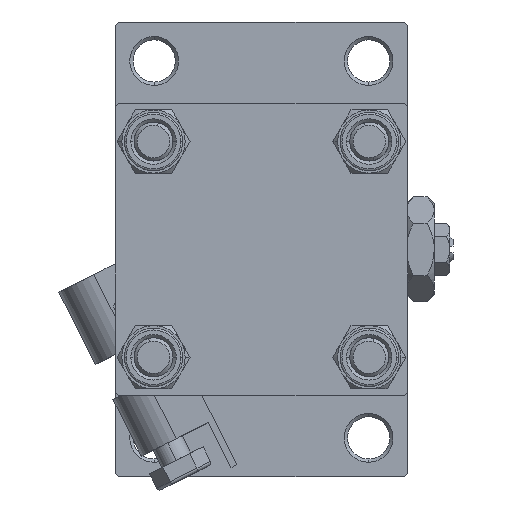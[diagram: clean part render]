
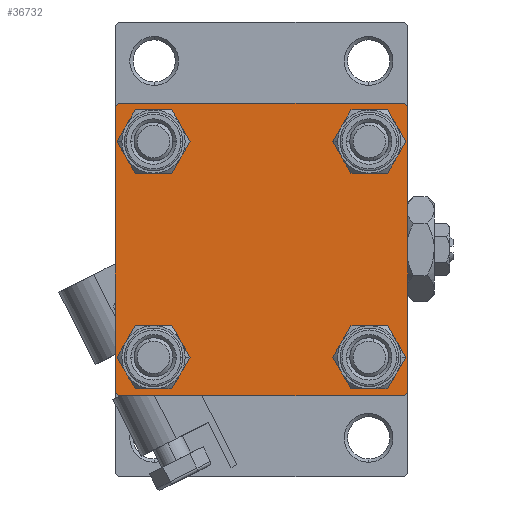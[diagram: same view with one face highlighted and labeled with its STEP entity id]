
A CAD part, left-side view. The second image highlights one B-rep face of the part: STEP entity #36732.
In plain terms, the highlighted planar face has unit normal (-1, 0, 0).
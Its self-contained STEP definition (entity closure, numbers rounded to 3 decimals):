
#467 = CARTESIAN_POINT ( 'NONE',  ( 0., 16.6, -20.1 ) ) ;
#575 = ORIENTED_EDGE ( 'NONE', *, *, #16026, .T. ) ;
#781 = EDGE_CURVE ( 'NONE', #7689, #40204, #24324, .T. ) ;
#1208 = EDGE_LOOP ( 'NONE', ( #35466, #46965 ) ) ;
#1230 = AXIS2_PLACEMENT_3D ( 'NONE', #28553, #44023, #47344 ) ;
#3009 = CARTESIAN_POINT ( 'NONE',  ( 0., 22., -22.5 ) ) ;
#3309 = CARTESIAN_POINT ( 'NONE',  ( 0., 22., 22.5 ) ) ;
#3331 = FACE_OUTER_BOUND ( 'NONE', #44904, .T. ) ;
#3536 = CARTESIAN_POINT ( 'NONE',  ( 0., -16.6, 20.1 ) ) ;
#3600 = ORIENTED_EDGE ( 'NONE', *, *, #12711, .T. ) ;
#3672 = EDGE_CURVE ( 'NONE', #11442, #9401, #44736, .T. ) ;
#4457 = AXIS2_PLACEMENT_3D ( 'NONE', #13324, #21193, #44281 ) ;
#4563 = CARTESIAN_POINT ( 'NONE',  ( 0., -22., 22.5 ) ) ;
#4795 = EDGE_LOOP ( 'NONE', ( #19389, #44767 ) ) ;
#4821 = DIRECTION ( 'NONE',  ( 0., 0., -1. ) ) ;
#5152 = CARTESIAN_POINT ( 'NONE',  ( 0., 22.5, 22. ) ) ;
#5226 = CARTESIAN_POINT ( 'NONE',  ( 0., -22.5, -22. ) ) ;
#5500 = VECTOR ( 'NONE', #33596, 1000. ) ;
#5625 = CARTESIAN_POINT ( 'NONE',  ( 0., 22.25, -22.25 ) ) ;
#5660 = DIRECTION ( 'NONE',  ( 0., 0., 1. ) ) ;
#6547 = ORIENTED_EDGE ( 'NONE', *, *, #9449, .T. ) ;
#6644 = CARTESIAN_POINT ( 'NONE',  ( 0., 0., 0. ) ) ;
#6653 = CARTESIAN_POINT ( 'NONE',  ( 0., -22., -22.5 ) ) ;
#6672 = ORIENTED_EDGE ( 'NONE', *, *, #47947, .T. ) ;
#6720 = LINE ( 'NONE', #33849, #5500 ) ;
#7616 = FACE_BOUND ( 'NONE', #23046, .T. ) ;
#7689 = VERTEX_POINT ( 'NONE', #10195 ) ;
#9092 = DIRECTION ( 'NONE',  ( 0., 0., 1. ) ) ;
#9401 = VERTEX_POINT ( 'NONE', #30688 ) ;
#9449 = EDGE_CURVE ( 'NONE', #46609, #36274, #10120, .T. ) ;
#10120 = CIRCLE ( 'NONE', #11727, 3.5 ) ;
#10143 = VERTEX_POINT ( 'NONE', #28273 ) ;
#10195 = CARTESIAN_POINT ( 'NONE',  ( 0., -22.5, 22. ) ) ;
#10409 = CARTESIAN_POINT ( 'NONE',  ( 0., 22.5, -22.5 ) ) ;
#10668 = CARTESIAN_POINT ( 'NONE',  ( 0., -22.25, -22.25 ) ) ;
#10782 = VECTOR ( 'NONE', #20728, 1000. ) ;
#11199 = ORIENTED_EDGE ( 'NONE', *, *, #11753, .T. ) ;
#11442 = VERTEX_POINT ( 'NONE', #29983 ) ;
#11684 = CIRCLE ( 'NONE', #18208, 3.5 ) ;
#11722 = VECTOR ( 'NONE', #21081, 1000. ) ;
#11727 = AXIS2_PLACEMENT_3D ( 'NONE', #21028, #29138, #9092 ) ;
#11736 = EDGE_CURVE ( 'NONE', #29037, #46477, #11684, .T. ) ;
#11753 = EDGE_CURVE ( 'NONE', #22874, #27272, #38026, .T. ) ;
#11947 = EDGE_CURVE ( 'NONE', #24609, #49019, #19821, .T. ) ;
#11995 = EDGE_CURVE ( 'NONE', #9401, #11442, #46582, .T. ) ;
#12212 = CARTESIAN_POINT ( 'NONE',  ( 0., 16.6, -16.6 ) ) ;
#12427 = VECTOR ( 'NONE', #44419, 1000. ) ;
#12711 = EDGE_CURVE ( 'NONE', #20835, #18933, #47721, .T. ) ;
#13324 = CARTESIAN_POINT ( 'NONE',  ( 0., -16.6, -16.6 ) ) ;
#13738 = DIRECTION ( 'NONE',  ( 0., 0., 1. ) ) ;
#13801 = EDGE_CURVE ( 'NONE', #27272, #40204, #30446, .T. ) ;
#14250 = FACE_BOUND ( 'NONE', #49710, .T. ) ;
#15758 = VECTOR ( 'NONE', #31103, 1000. ) ;
#16026 = EDGE_CURVE ( 'NONE', #49019, #24609, #31591, .T. ) ;
#16900 = CARTESIAN_POINT ( 'NONE',  ( 0., 22.5, 22.5 ) ) ;
#18208 = AXIS2_PLACEMENT_3D ( 'NONE', #41335, #29685, #48978 ) ;
#18933 = VERTEX_POINT ( 'NONE', #5152 ) ;
#19320 = DIRECTION ( 'NONE',  ( 1., 0., 0. ) ) ;
#19389 = ORIENTED_EDGE ( 'NONE', *, *, #3672, .T. ) ;
#19821 = CIRCLE ( 'NONE', #1230, 3.5 ) ;
#19828 = ORIENTED_EDGE ( 'NONE', *, *, #11947, .T. ) ;
#20614 = CARTESIAN_POINT ( 'NONE',  ( 0., -16.6, 16.6 ) ) ;
#20728 = DIRECTION ( 'NONE',  ( 0., -1., 0. ) ) ;
#20835 = VERTEX_POINT ( 'NONE', #3309 ) ;
#20973 = LINE ( 'NONE', #32377, #10782 ) ;
#21028 = CARTESIAN_POINT ( 'NONE',  ( 0., -16.6, 16.6 ) ) ;
#21081 = DIRECTION ( 'NONE',  ( 0., 0.707, -0.707 ) ) ;
#21193 = DIRECTION ( 'NONE',  ( 1., 0., 0. ) ) ;
#22275 = AXIS2_PLACEMENT_3D ( 'NONE', #40631, #32287, #5660 ) ;
#22295 = EDGE_CURVE ( 'NONE', #20835, #29739, #20973, .T. ) ;
#22874 = VERTEX_POINT ( 'NONE', #3009 ) ;
#23046 = EDGE_LOOP ( 'NONE', ( #6547, #30895 ) ) ;
#24324 = LINE ( 'NONE', #39552, #38930 ) ;
#24609 = VERTEX_POINT ( 'NONE', #467 ) ;
#24900 = ORIENTED_EDGE ( 'NONE', *, *, #22295, .F. ) ;
#25917 = FACE_BOUND ( 'NONE', #4795, .T. ) ;
#27272 = VERTEX_POINT ( 'NONE', #6653 ) ;
#28273 = CARTESIAN_POINT ( 'NONE',  ( 0., 22.5, -22. ) ) ;
#28433 = CARTESIAN_POINT ( 'NONE',  ( 0., 22.25, 22.25 ) ) ;
#28553 = CARTESIAN_POINT ( 'NONE',  ( 0., 16.6, -16.6 ) ) ;
#29037 = VERTEX_POINT ( 'NONE', #47271 ) ;
#29109 = EDGE_CURVE ( 'NONE', #46477, #29037, #44938, .T. ) ;
#29138 = DIRECTION ( 'NONE',  ( 1., 0., 0. ) ) ;
#29414 = CARTESIAN_POINT ( 'NONE',  ( 0., 16.6, 13.1 ) ) ;
#29685 = DIRECTION ( 'NONE',  ( 1., 0., 0. ) ) ;
#29719 = DIRECTION ( 'NONE',  ( -1., 0., 0. ) ) ;
#29739 = VERTEX_POINT ( 'NONE', #4563 ) ;
#29983 = CARTESIAN_POINT ( 'NONE',  ( 0., -16.6, -13.1 ) ) ;
#29994 = DIRECTION ( 'NONE',  ( 0., 0., 1. ) ) ;
#30206 = PLANE ( 'NONE',  #38564 ) ;
#30446 = LINE ( 'NONE', #10668, #32975 ) ;
#30688 = CARTESIAN_POINT ( 'NONE',  ( 0., -16.6, -20.1 ) ) ;
#30895 = ORIENTED_EDGE ( 'NONE', *, *, #45563, .T. ) ;
#31103 = DIRECTION ( 'NONE',  ( 0., -1., 0. ) ) ;
#31591 = CIRCLE ( 'NONE', #43761, 3.5 ) ;
#32287 = DIRECTION ( 'NONE',  ( 1., 0., 0. ) ) ;
#32364 = DIRECTION ( 'NONE',  ( 0., 0., -1. ) ) ;
#32377 = CARTESIAN_POINT ( 'NONE',  ( 0., 22.5, 22.5 ) ) ;
#32869 = LINE ( 'NONE', #16900, #33532 ) ;
#32910 = ORIENTED_EDGE ( 'NONE', *, *, #781, .F. ) ;
#32975 = VECTOR ( 'NONE', #45923, 1000. ) ;
#33492 = LINE ( 'NONE', #5625, #12427 ) ;
#33532 = VECTOR ( 'NONE', #32364, 1000. ) ;
#33596 = DIRECTION ( 'NONE',  ( 0., 0.707, 0.707 ) ) ;
#33795 = ORIENTED_EDGE ( 'NONE', *, *, #43640, .T. ) ;
#33849 = CARTESIAN_POINT ( 'NONE',  ( 0., -22.25, 22.25 ) ) ;
#35466 = ORIENTED_EDGE ( 'NONE', *, *, #11736, .T. ) ;
#36067 = DIRECTION ( 'NONE',  ( 1., 0., 0. ) ) ;
#36274 = VERTEX_POINT ( 'NONE', #41840 ) ;
#36296 = DIRECTION ( 'NONE',  ( 1., 0., 0. ) ) ;
#36732 = ADVANCED_FACE ( 'NONE', ( #7616, #25917, #14250, #41873, #3331 ), #30206, .T. ) ;
#37575 = DIRECTION ( 'NONE',  ( 0., 0., 1. ) ) ;
#38026 = LINE ( 'NONE', #10409, #15758 ) ;
#38564 = AXIS2_PLACEMENT_3D ( 'NONE', #6644, #29719, #37575 ) ;
#38930 = VECTOR ( 'NONE', #4821, 1000. ) ;
#39552 = CARTESIAN_POINT ( 'NONE',  ( 0., -22.5, 22.5 ) ) ;
#40059 = AXIS2_PLACEMENT_3D ( 'NONE', #20614, #36067, #13738 ) ;
#40204 = VERTEX_POINT ( 'NONE', #5226 ) ;
#40287 = EDGE_CURVE ( 'NONE', #7689, #29739, #6720, .T. ) ;
#40631 = CARTESIAN_POINT ( 'NONE',  ( 0., 16.6, 16.6 ) ) ;
#41335 = CARTESIAN_POINT ( 'NONE',  ( 0., 16.6, 16.6 ) ) ;
#41840 = CARTESIAN_POINT ( 'NONE',  ( 0., -16.6, 13.1 ) ) ;
#41873 = FACE_BOUND ( 'NONE', #1208, .T. ) ;
#41997 = ORIENTED_EDGE ( 'NONE', *, *, #13801, .T. ) ;
#43273 = CIRCLE ( 'NONE', #40059, 3.5 ) ;
#43640 = EDGE_CURVE ( 'NONE', #10143, #22874, #33492, .T. ) ;
#43761 = AXIS2_PLACEMENT_3D ( 'NONE', #12212, #36296, #47496 ) ;
#44023 = DIRECTION ( 'NONE',  ( 1., 0., 0. ) ) ;
#44281 = DIRECTION ( 'NONE',  ( 0., 0., 1. ) ) ;
#44419 = DIRECTION ( 'NONE',  ( 0., -0.707, -0.707 ) ) ;
#44736 = CIRCLE ( 'NONE', #45534, 3.5 ) ;
#44767 = ORIENTED_EDGE ( 'NONE', *, *, #11995, .T. ) ;
#44904 = EDGE_LOOP ( 'NONE', ( #6672, #33795, #11199, #41997, #32910, #48285, #24900, #3600 ) ) ;
#44938 = CIRCLE ( 'NONE', #22275, 3.5 ) ;
#45492 = CARTESIAN_POINT ( 'NONE',  ( 0., 16.6, -13.1 ) ) ;
#45534 = AXIS2_PLACEMENT_3D ( 'NONE', #45728, #19320, #29994 ) ;
#45563 = EDGE_CURVE ( 'NONE', #36274, #46609, #43273, .T. ) ;
#45728 = CARTESIAN_POINT ( 'NONE',  ( 0., -16.6, -16.6 ) ) ;
#45923 = DIRECTION ( 'NONE',  ( 0., -0.707, 0.707 ) ) ;
#46477 = VERTEX_POINT ( 'NONE', #29414 ) ;
#46582 = CIRCLE ( 'NONE', #4457, 3.5 ) ;
#46609 = VERTEX_POINT ( 'NONE', #3536 ) ;
#46965 = ORIENTED_EDGE ( 'NONE', *, *, #29109, .T. ) ;
#47271 = CARTESIAN_POINT ( 'NONE',  ( 0., 16.6, 20.1 ) ) ;
#47344 = DIRECTION ( 'NONE',  ( 0., 0., 1. ) ) ;
#47496 = DIRECTION ( 'NONE',  ( 0., 0., 1. ) ) ;
#47721 = LINE ( 'NONE', #28433, #11722 ) ;
#47947 = EDGE_CURVE ( 'NONE', #18933, #10143, #32869, .T. ) ;
#48285 = ORIENTED_EDGE ( 'NONE', *, *, #40287, .T. ) ;
#48978 = DIRECTION ( 'NONE',  ( 0., 0., 1. ) ) ;
#49019 = VERTEX_POINT ( 'NONE', #45492 ) ;
#49710 = EDGE_LOOP ( 'NONE', ( #575, #19828 ) ) ;
